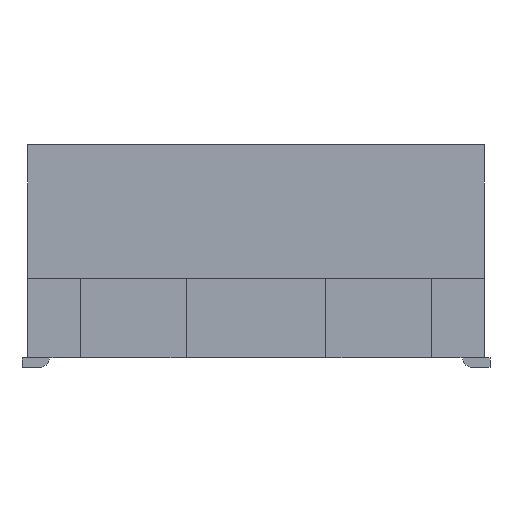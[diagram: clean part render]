
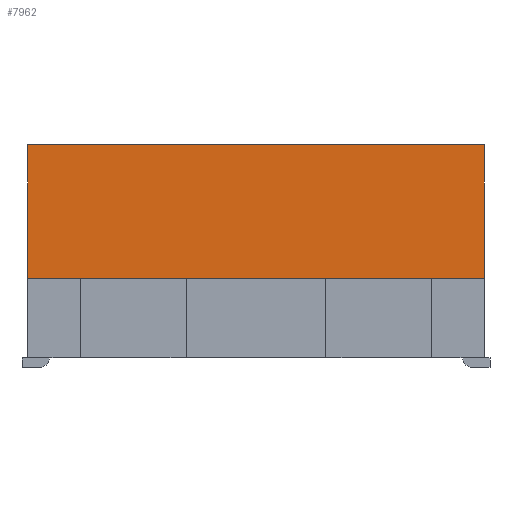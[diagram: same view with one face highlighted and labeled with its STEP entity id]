
A CAD part, left-side view. The second image highlights one B-rep face of the part: STEP entity #7962.
In plain terms, the highlighted face is planar.
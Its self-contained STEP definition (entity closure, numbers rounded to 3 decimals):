
#1532=ORIENTED_EDGE('',*,*,#2620,.T.);
#1533=ORIENTED_EDGE('',*,*,#2621,.F.);
#1534=ORIENTED_EDGE('',*,*,#2521,.F.);
#1535=ORIENTED_EDGE('',*,*,#2619,.T.);
#2521=EDGE_CURVE('',#3144,#3145,#3833,.T.);
#2619=EDGE_CURVE('',#3144,#3238,#3872,.T.);
#2620=EDGE_CURVE('',#3238,#3239,#3873,.T.);
#2621=EDGE_CURVE('',#3145,#3239,#3874,.T.);
#3144=VERTEX_POINT('',#10984);
#3145=VERTEX_POINT('',#10986);
#3238=VERTEX_POINT('',#11464);
#3239=VERTEX_POINT('',#11468);
#3833=LINE('',#10985,#4482);
#3872=LINE('',#11465,#4521);
#3873=LINE('',#11467,#4522);
#3874=LINE('',#11469,#4523);
#4482=VECTOR('',#9512,1000.);
#4521=VECTOR('',#9559,1000.);
#4522=VECTOR('',#9562,1000.);
#4523=VECTOR('',#9563,1000.);
#4841=EDGE_LOOP('',(#1532,#1533,#1534,#1535));
#5176=FACE_BOUND('',#4841,.T.);
#5464=PLANE('',#8349);
#7962=ADVANCED_FACE('',(#5176),#5464,.F.);
#8349=AXIS2_PLACEMENT_3D('',#11466,#9560,#9561);
#9512=DIRECTION('',(0.,1.,0.));
#9559=DIRECTION('',(0.,0.,-1.));
#9560=DIRECTION('',(-1.,0.,0.));
#9561=DIRECTION('',(0.,0.,1.));
#9562=DIRECTION('',(0.,1.,0.));
#9563=DIRECTION('',(0.,0.,-1.));
#10984=CARTESIAN_POINT('',(8.865,-7.43,2.175));
#10985=CARTESIAN_POINT('',(8.865,-7.43,2.175));
#10986=CARTESIAN_POINT('',(8.865,7.43,2.175));
#11464=CARTESIAN_POINT('',(8.865,-7.43,-2.175));
#11465=CARTESIAN_POINT('',(8.865,-7.43,2.175));
#11466=CARTESIAN_POINT('',(8.865,-7.43,2.175));
#11467=CARTESIAN_POINT('',(8.865,-7.43,-2.175));
#11468=CARTESIAN_POINT('',(8.865,7.43,-2.175));
#11469=CARTESIAN_POINT('',(8.865,7.43,2.175));
